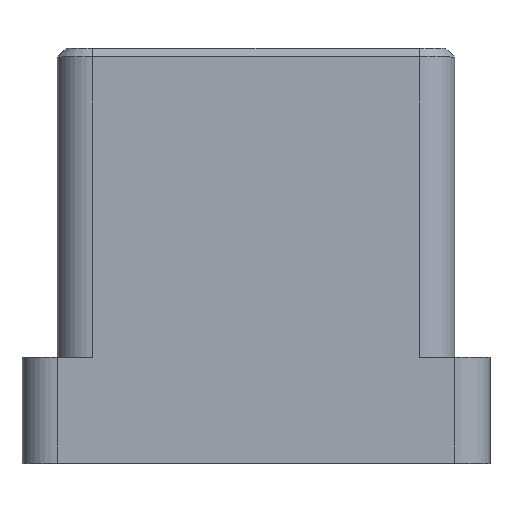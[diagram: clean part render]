
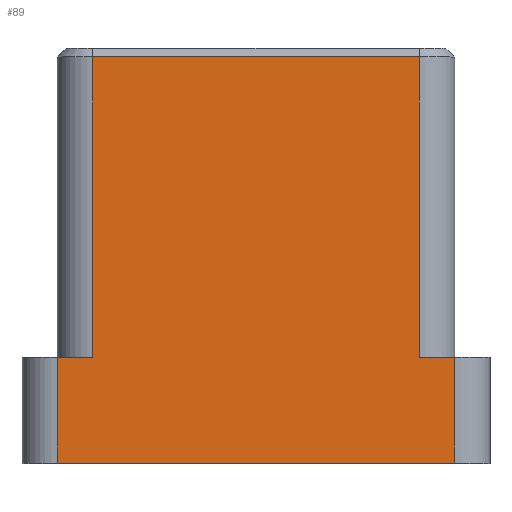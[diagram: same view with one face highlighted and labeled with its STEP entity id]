
A CAD part, top view. The second image highlights one B-rep face of the part: STEP entity #89.
In plain terms, the highlighted planar face has unit normal (0, 0, 1).
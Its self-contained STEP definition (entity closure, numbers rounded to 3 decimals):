
#16 = VERTEX_POINT ( 'NONE', #275 ) ;
#82 = EDGE_CURVE ( 'NONE', #1185, #339, #837, .T. ) ;
#89 = ADVANCED_FACE ( 'NONE', ( #774 ), #353, .T. ) ;
#151 = VERTEX_POINT ( 'NONE', #580 ) ;
#200 = VECTOR ( 'NONE', #1261, 1000. ) ;
#210 = DIRECTION ( 'NONE',  ( 0., 1., 0. ) ) ;
#225 = EDGE_CURVE ( 'NONE', #151, #440, #345, .T. ) ;
#228 = CARTESIAN_POINT ( 'NONE',  ( 18.5, -155.64, 22.5 ) ) ;
#239 = VECTOR ( 'NONE', #636, 1000. ) ;
#256 = LINE ( 'NONE', #1083, #1021 ) ;
#270 = CARTESIAN_POINT ( 'NONE',  ( -22.5, -35., 22.5 ) ) ;
#273 = EDGE_CURVE ( 'NONE', #151, #16, #895, .T. ) ;
#275 = CARTESIAN_POINT ( 'NONE',  ( 22.5, -47., 22.5 ) ) ;
#298 = ORIENTED_EDGE ( 'NONE', *, *, #225, .T. ) ;
#338 = EDGE_CURVE ( 'NONE', #1150, #1087, #365, .T. ) ;
#339 = VERTEX_POINT ( 'NONE', #1075 ) ;
#345 = LINE ( 'NONE', #600, #1206 ) ;
#353 = PLANE ( 'NONE',  #1254 ) ;
#365 = LINE ( 'NONE', #1201, #1411 ) ;
#388 = ORIENTED_EDGE ( 'NONE', *, *, #82, .T. ) ;
#400 = EDGE_CURVE ( 'NONE', #1150, #1185, #1515, .T. ) ;
#421 = ORIENTED_EDGE ( 'NONE', *, *, #338, .F. ) ;
#440 = VERTEX_POINT ( 'NONE', #1328 ) ;
#519 = CARTESIAN_POINT ( 'NONE',  ( -18.5, -1., 22.5 ) ) ;
#541 = VECTOR ( 'NONE', #210, 1000. ) ;
#558 = DIRECTION ( 'NONE',  ( 0., -1., 0. ) ) ;
#567 = EDGE_CURVE ( 'NONE', #691, #1087, #612, .T. ) ;
#580 = CARTESIAN_POINT ( 'NONE',  ( 22.5, -35., 22.5 ) ) ;
#590 = CARTESIAN_POINT ( 'NONE',  ( -18.5, -1., 22.5 ) ) ;
#600 = CARTESIAN_POINT ( 'NONE',  ( -22.5, -35., 22.5 ) ) ;
#612 = LINE ( 'NONE', #519, #239 ) ;
#636 = DIRECTION ( 'NONE',  ( -1., 0., 0. ) ) ;
#651 = CARTESIAN_POINT ( 'NONE',  ( -22.5, -35., 22.5 ) ) ;
#659 = CARTESIAN_POINT ( 'NONE',  ( 22.5, -35., 22.5 ) ) ;
#671 = ORIENTED_EDGE ( 'NONE', *, *, #400, .T. ) ;
#691 = VERTEX_POINT ( 'NONE', #952 ) ;
#748 = DIRECTION ( 'NONE',  ( -1., 0., 0. ) ) ;
#774 = FACE_OUTER_BOUND ( 'NONE', #1097, .T. ) ;
#837 = LINE ( 'NONE', #651, #200 ) ;
#884 = CARTESIAN_POINT ( 'NONE',  ( -22.5, -35., 22.5 ) ) ;
#895 = LINE ( 'NONE', #659, #1482 ) ;
#919 = DIRECTION ( 'NONE',  ( -1., 0., 0. ) ) ;
#952 = CARTESIAN_POINT ( 'NONE',  ( 18.5, -1., 22.5 ) ) ;
#957 = CARTESIAN_POINT ( 'NONE',  ( -18.5, -155.64, 22.5 ) ) ;
#964 = VECTOR ( 'NONE', #748, 1000. ) ;
#1021 = VECTOR ( 'NONE', #1187, 1000. ) ;
#1064 = EDGE_CURVE ( 'NONE', #339, #16, #256, .T. ) ;
#1075 = CARTESIAN_POINT ( 'NONE',  ( -22.5, -47., 22.5 ) ) ;
#1083 = CARTESIAN_POINT ( 'NONE',  ( -18.5, -47., 22.5 ) ) ;
#1087 = VERTEX_POINT ( 'NONE', #590 ) ;
#1097 = EDGE_LOOP ( 'NONE', ( #1286, #1404, #421, #671, #388, #1137, #1123, #298 ) ) ;
#1123 = ORIENTED_EDGE ( 'NONE', *, *, #273, .F. ) ;
#1137 = ORIENTED_EDGE ( 'NONE', *, *, #1064, .T. ) ;
#1150 = VERTEX_POINT ( 'NONE', #1365 ) ;
#1185 = VERTEX_POINT ( 'NONE', #884 ) ;
#1187 = DIRECTION ( 'NONE',  ( 1., 0., 0. ) ) ;
#1201 = CARTESIAN_POINT ( 'NONE',  ( -18.5, -155.64, 22.5 ) ) ;
#1206 = VECTOR ( 'NONE', #919, 1000. ) ;
#1254 = AXIS2_PLACEMENT_3D ( 'NONE', #957, #1315, #1308 ) ;
#1261 = DIRECTION ( 'NONE',  ( 0., -1., 0. ) ) ;
#1286 = ORIENTED_EDGE ( 'NONE', *, *, #1425, .T. ) ;
#1299 = DIRECTION ( 'NONE',  ( 0., 1., 0. ) ) ;
#1308 = DIRECTION ( 'NONE',  ( 1., 0., 0. ) ) ;
#1315 = DIRECTION ( 'NONE',  ( 0., 0., 1. ) ) ;
#1328 = CARTESIAN_POINT ( 'NONE',  ( 18.5, -35., 22.5 ) ) ;
#1365 = CARTESIAN_POINT ( 'NONE',  ( -18.5, -35., 22.5 ) ) ;
#1402 = LINE ( 'NONE', #228, #541 ) ;
#1404 = ORIENTED_EDGE ( 'NONE', *, *, #567, .T. ) ;
#1411 = VECTOR ( 'NONE', #1299, 1000. ) ;
#1425 = EDGE_CURVE ( 'NONE', #440, #691, #1402, .T. ) ;
#1482 = VECTOR ( 'NONE', #558, 1000. ) ;
#1515 = LINE ( 'NONE', #270, #964 ) ;
